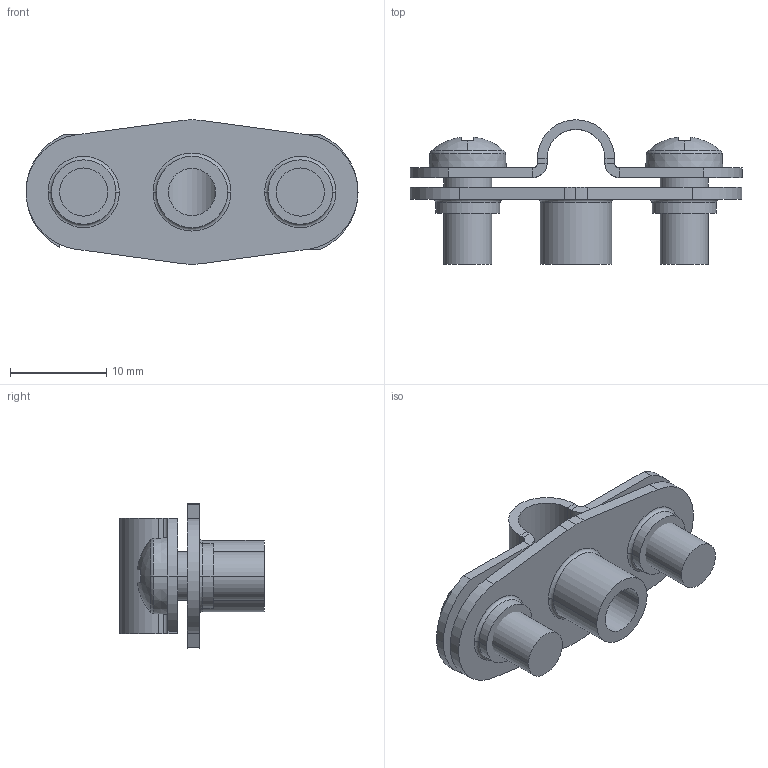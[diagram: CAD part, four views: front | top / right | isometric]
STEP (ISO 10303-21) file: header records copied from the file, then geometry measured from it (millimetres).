
FILE_DESCRIPTION (( 'STEP AP214' ), '1' );
FILE_NAME ('1360051.stp', '2016-09-19T08:55:49', ( '' ), ( '' ), 'SwSTEP 2.0', 'SolidWorks 2014', '' );
FILE_SCHEMA (( 'AUTOMOTIVE_DESIGN' ));
Length unit declared in the file: millimetre
Products named in the file (4): BW001_M5 x 10; BB013-01-02_Standard; BB013-01-01_Standard; 1360051
Assembly tree (4 placements, depth 2):
  1360051
    BB013-01-01_Standard
    BB013-01-02_Standard
    BW001_M5 x 10  x2
Bounding box: 34.5 x 15 x 14.99 mm (x, y, z)
Volume: 1650 mm3; surface area: 2767.4 mm2
Topology: 4 solids, 4 shells, 124 faces, 293 edges, 182 vertices
Faces by surface type: plane 65, cylinder 35, torus 16, cone 4, sphere 4
Entity records: 3081 total; most frequent: DIRECTION 567, CARTESIAN_POINT 487, ORIENTED_EDGE 470, EDGE_CURVE 235, AXIS2_PLACEMENT_3D 224, VERTEX_POINT 144, LINE 119, VECTOR 119
